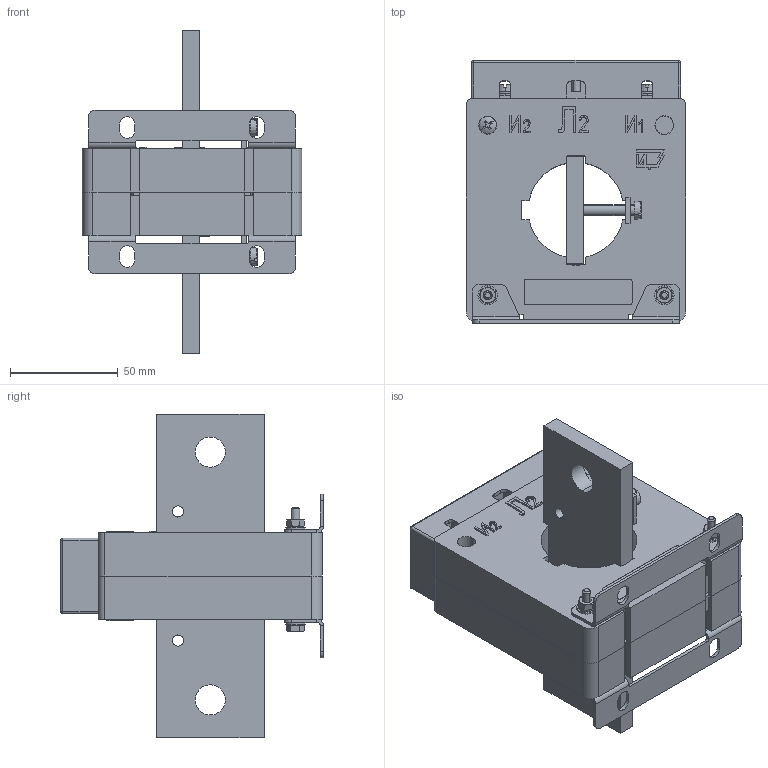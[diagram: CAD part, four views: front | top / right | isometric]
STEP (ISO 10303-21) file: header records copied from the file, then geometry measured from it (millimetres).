
FILE_DESCRIPTION (( 'STEP AP214' ), '1' );
FILE_NAME ('ﾒ-0,66-3ﾋ.STEP', '2023-08-01T06:31:40', ( '' ), ( '' ), 'SwSTEP 2.0', 'SolidWorks 2014', '' );
FILE_SCHEMA (( 'AUTOMOTIVE_DESIGN' ));
Length unit declared in the file: millimetre
Products named in the file (68): Áîëò ÃÎÑÒ 7805-70 Ì4-Ì6; ÂÅÈÓ.686171.018 Ïîëóêîðïóñ Ë1; ÂÅÈÓ.686171.019 Ïîëóêîðïóñ Ë2; 屡扔.741131.008 想囗赅_-02; ÂÅÈÓ.323293.018-01 Êðûøêà çàùèòíàÿ_-01; 屡扔.685527.043 罔磬_-02; Øóðóï 2-4õ20.019 ÃÎÑÒ 1144-80; ﾘ琺矜 5.65ﾃ.019 ﾃﾎﾑﾒ 6402-70; ﾘ琺矜 5.01.019 ﾃﾎﾑﾒ11371-78; 妈眚 󊅠.58.019 梦岩17473-80; 妈眚 󊙅0.58.019 梦岩17473-80; ÂÅÈÓ.757249.004 Ïëàñòèíà êîíòàêòíàÿ; ÂÅÈÓ.685412.034 Ìàãíèòîïðîâîä ñ îáìîòêîé; Ãàéêà Ì4.5.019 ÃÎÑÒ5915-70; 妈眚 󊙆5.58.019 梦岩17473-80; 屡扔.754312.173 亦犭梓赅; ÂÅÈÓ.754312.152 Òàáëè÷êà ïðåäñòàâèòåëüíàÿ; 屡扔.754468.001 想铎徉; Ãàéêà Ì4.5.019 ÃÎÑÒ5915-70_1; ﾘ琺矜 4.01.019 ﾃﾎﾑﾒ11371-78_1; ﾘ琺矜 4.65ﾃ.019 ﾃﾎﾑﾒ1144-80_1; 屡扔.301524.024 肃镟_1; Áîëò ÃÎÑÒ 7805-70 Ì4-Ì6_Œ4å55; ﾒ-0,66-3ﾋ; 屡扔.741131.008 想囗赅; ÂÅÈÓ.323293.018-01 Êðûøêà çàùèòíàÿ; 屡扔.685527.043 罔磬
Assembly tree (46 placements, depth 3):
  Áîëò ÃÎÑÒ 7805-70 Ì4-Ì6
  ﾒ-0,66-3ﾋ
    ÂÅÈÓ.686171.018 Ïîëóêîðïóñ Ë1
    ÂÅÈÓ.686171.019 Ïîëóêîðïóñ Ë2
    屡扔.741131.008 想囗赅_-02
    ÂÅÈÓ.323293.018-01 Êðûøêà çàùèòíàÿ_-01
    屡扔.685527.043 罔磬_-02
    Øóðóï 2-4õ20.019 ÃÎÑÒ 1144-80  x4
    ﾘ琺矜 5.65ﾃ.019 ﾃﾎﾑﾒ 6402-70  x4
    ﾘ琺矜 5.01.019 ﾃﾎﾑﾒ11371-78  x4
    妈眚 󊅠.58.019 梦岩17473-80  x2
    妈眚 󊙅0.58.019 梦岩17473-80  x4
    ÂÅÈÓ.685412.034 Ìàãíèòîïðîâîä ñ îáìîòêîé
      ÂÅÈÓ.757249.004 Ïëàñòèíà êîíòàêòíàÿ  x2
    Ãàéêà Ì4.5.019 ÃÎÑÒ5915-70
    妈眚 󊙆5.58.019 梦岩17473-80  x2
    屡扔.754312.173 亦犭梓赅
    ÂÅÈÓ.754312.152 Òàáëè÷êà ïðåäñòàâèòåëüíàÿ
    屡扔.754468.001 想铎徉
    Ãàéêà Ì4.5.019 ÃÎÑÒ5915-70_1  x2
    ﾘ琺矜 4.01.019 ﾃﾎﾑﾒ11371-78_1  x4
    ﾘ琺矜 4.65ﾃ.019 ﾃﾎﾑﾒ1144-80_1  x4
    屡扔.301524.024 肃镟_1  x2
    Áîëò ÃÎÑÒ 7805-70 Ì4-Ì6_Œ4å55  x2
  ÂÅÈÓ.686171.018 Ïîëóêîðïóñ Ë1
  ÂÅÈÓ.686171.019 Ïîëóêîðïóñ Ë2
  屡扔.741131.008 想囗赅
Bounding box: 102 x 122 x 150 mm (x, y, z)
Volume: 197175.6 mm3; surface area: 152009 mm2
Topology: 45 solids, 45 shells, 1316 faces, 3380 edges, 2192 vertices
Faces by surface type: plane 773, cylinder 325, cone 124, torus 50, bspline 28, sphere 16
Entity records: 32063 total; most frequent: CARTESIAN_POINT 7080, ORIENTED_EDGE 4858, DIRECTION 4762, EDGE_CURVE 2429, LINE 1658, VECTOR 1658, VERTEX_POINT 1590, AXIS2_PLACEMENT_3D 1552
